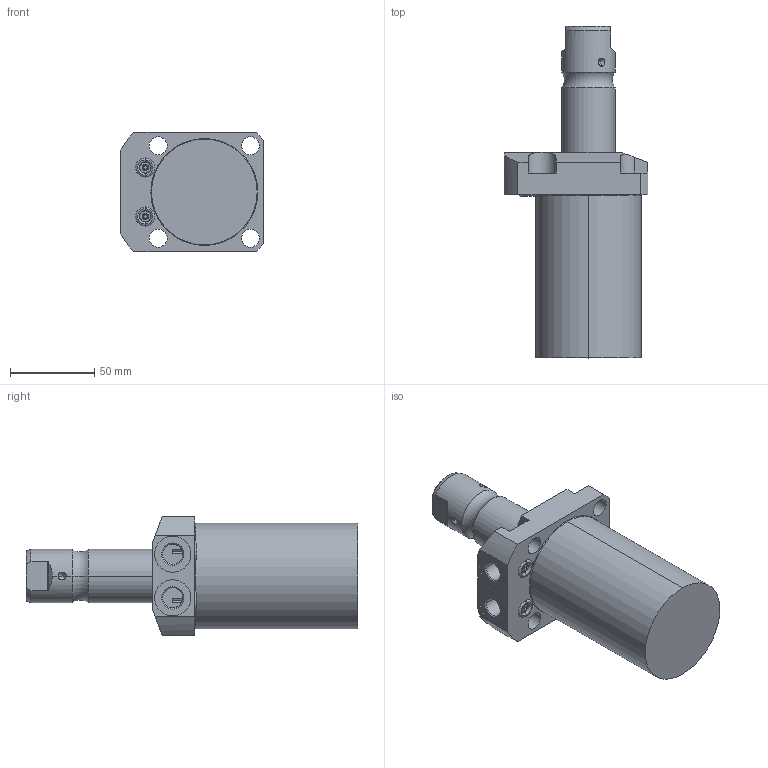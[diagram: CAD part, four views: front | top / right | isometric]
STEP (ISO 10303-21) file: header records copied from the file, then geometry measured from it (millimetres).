
FILE_DESCRIPTION((''),'2;1');
FILE_NAME('ILCM41462226','2019-07-17T',('jweaver'),(''),'PRO/ENGINEER BY PARAMETRIC TECHNOLOGY CORPORATION, 2013320','PRO/ENGINEER BY PARAMETRIC TECHNOLOGY CORPORATION, 2013320','');
FILE_SCHEMA(('AUTOMOTIVE_DESIGN { 1 0 10303 214 1 1 1 1 }'));
Length unit declared in the file: millimetre
Products named in the file (1): ILCM41462226
Bounding box: 85.5 x 197.19 x 70.87 mm (x, y, z)
Volume: 476625.5 mm3; surface area: 50205.1 mm2
Topology: 3 solids, 4 shells, 120 faces, 306 edges, 192 vertices
Faces by surface type: cylinder 48, plane 40, cone 18, torus 14
Entity records: 3953 total; most frequent: CARTESIAN_POINT 813, DIRECTION 630, ORIENTED_EDGE 592, EDGE_CURVE 298, AXIS2_PLACEMENT_3D 247, VERTEX_POINT 192, EDGE_LOOP 144, VECTOR 136
